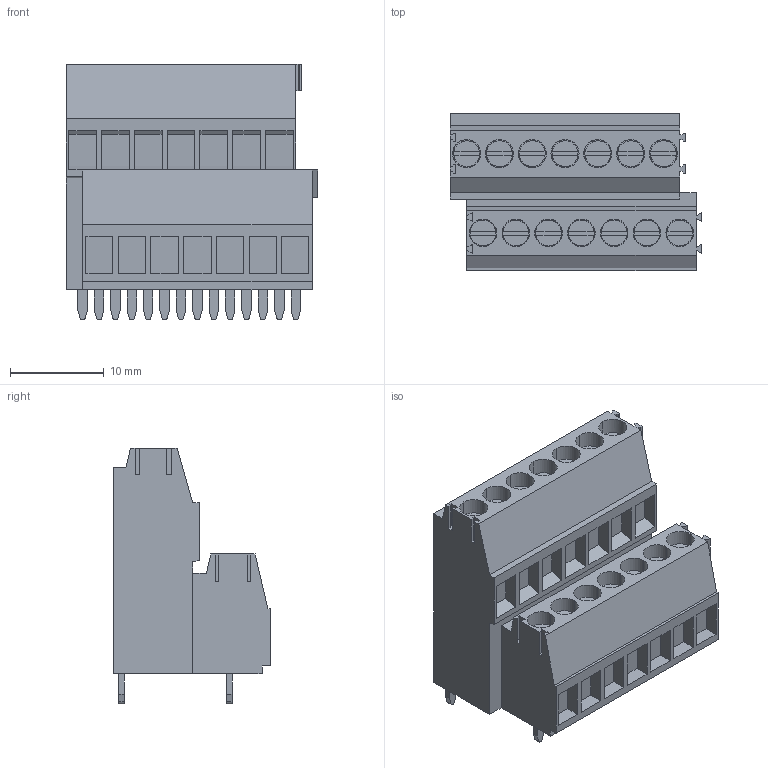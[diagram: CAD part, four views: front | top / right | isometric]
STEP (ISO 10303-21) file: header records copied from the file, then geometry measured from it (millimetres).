
FILE_DESCRIPTION(('CATIA V5 STEP Exchange','CAx-IF Rec.Pracs.--- Model Styling and Organization---1.4--- 2014-01-23'),'2;1');
FILE_NAME ('D1454722_1_1703750000_1703750000.stp','2023-03-16T07:42:23+00:00',('none'),('Weidmueller'),'CATIA Version 5-6 Release 2016 SP3 HF44','CATIA V5 STEP AP214','none');
FILE_SCHEMA(('AUTOMOTIVE_DESIGN { 1 0 10303 214 1 1 1 1 }'));
Length unit declared in the file: millimetre
Products named in the file (1): 1703750000
Bounding box: 26.85 x 16.75 x 27.3 mm (x, y, z)
Volume: 6722.2 mm3; surface area: 4118.9 mm2
Topology: 29 solids, 29 shells, 442 faces, 1050 edges, 701 vertices
Faces by surface type: plane 358, cylinder 84
Entity records: 11674 total; most frequent: ORIENTED_EDGE 2100, CARTESIAN_POINT 2085, DIRECTION 1586, EDGE_CURVE 1050, VECTOR 822, LINE 822, VERTEX_POINT 701, AXIS2_PLACEMENT_3D 493
